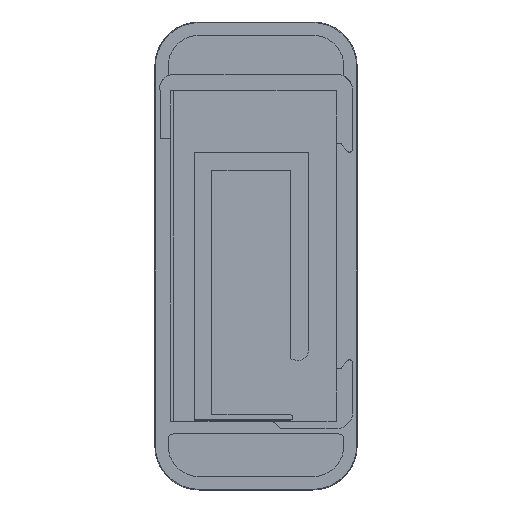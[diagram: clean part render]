
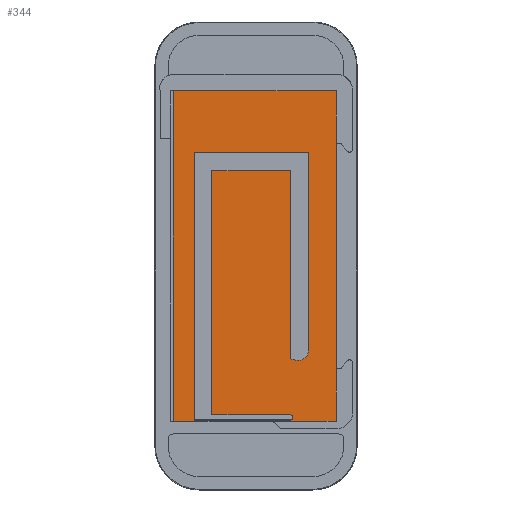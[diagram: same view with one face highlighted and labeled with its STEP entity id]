
A CAD part, top view. The second image highlights one B-rep face of the part: STEP entity #344.
In plain terms, the highlighted planar face has unit normal (0, 0, 1).
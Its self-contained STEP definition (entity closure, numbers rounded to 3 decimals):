
#155=CARTESIAN_POINT('',(-49.848,-8.08,-1.957));
#156=VERTEX_POINT('',#155);
#157=CARTESIAN_POINT('',(-49.848,6.7,-1.957));
#158=VERTEX_POINT('',#157);
#159=CARTESIAN_POINT('',(-49.848,-8.08,-1.957));
#160=DIRECTION('',(0.,1.,0.));
#161=VECTOR('',#160,14.78);
#162=LINE('',#159,#161);
#163=EDGE_CURVE('',#156,#158,#162,.T.);
#188=CARTESIAN_POINT('',(-48.448,-7.419,-1.957));
#189=VERTEX_POINT('',#188);
#196=CARTESIAN_POINT('',(-48.448,8.1,-1.957));
#197=VERTEX_POINT('',#196);
#198=CARTESIAN_POINT('',(-48.448,-7.419,-1.957));
#199=DIRECTION('',(0.,1.,0.));
#200=VECTOR('',#199,15.519);
#201=LINE('',#198,#200);
#202=EDGE_CURVE('',#189,#197,#201,.T.);
#214=CARTESIAN_POINT('',(-56.075,-12.5,-1.957));
#215=DIRECTION('',(0.,0.,1.));
#216=DIRECTION('',(1.,0.,-0.));
#217=AXIS2_PLACEMENT_3D('',#214,#215,#216);
#218=PLANE('',#217);
#219=CARTESIAN_POINT('',(-59.075,-13.,-1.957));
#220=VERTEX_POINT('',#219);
#221=CARTESIAN_POINT('',(-59.075,13.,-1.957));
#222=VERTEX_POINT('',#221);
#223=CARTESIAN_POINT('',(-59.075,-13.,-1.957));
#224=DIRECTION('',(0.,1.,0.));
#225=VECTOR('',#224,26.);
#226=LINE('',#223,#225);
#227=EDGE_CURVE('',#220,#222,#226,.T.);
#228=ORIENTED_EDGE('',*,*,#227,.F.);
#229=CARTESIAN_POINT('',(-46.275,-13.,-1.957));
#230=VERTEX_POINT('',#229);
#231=CARTESIAN_POINT('',(-59.075,-13.,-1.957));
#232=DIRECTION('',(1.,0.,-0.));
#233=VECTOR('',#232,12.8);
#234=LINE('',#231,#233);
#235=EDGE_CURVE('',#220,#230,#234,.T.);
#236=ORIENTED_EDGE('',*,*,#235,.T.);
#237=CARTESIAN_POINT('',(-46.275,13.,-1.957));
#238=VERTEX_POINT('',#237);
#239=CARTESIAN_POINT('',(-46.275,-13.,-1.957));
#240=DIRECTION('',(0.,1.,0.));
#241=VECTOR('',#240,26.);
#242=LINE('',#239,#241);
#243=EDGE_CURVE('',#230,#238,#242,.T.);
#244=ORIENTED_EDGE('',*,*,#243,.T.);
#245=CARTESIAN_POINT('',(-59.075,13.,-1.957));
#246=DIRECTION('',(1.,0.,-0.));
#247=VECTOR('',#246,12.8);
#248=LINE('',#245,#247);
#249=EDGE_CURVE('',#222,#238,#248,.T.);
#250=ORIENTED_EDGE('',*,*,#249,.F.);
#251=EDGE_LOOP('',(#228,#236,#244,#250));
#252=FACE_BOUND('',#251,.T.);
#253=CARTESIAN_POINT('',(-57.448,-12.9,-1.957));
#254=VERTEX_POINT('',#253);
#255=CARTESIAN_POINT('',(-49.876,-12.9,-1.957));
#256=VERTEX_POINT('',#255);
#257=CARTESIAN_POINT('',(-57.448,-12.9,-1.957));
#258=DIRECTION('',(1.,0.,-0.));
#259=VECTOR('',#258,7.572);
#260=LINE('',#257,#259);
#261=EDGE_CURVE('',#254,#256,#260,.T.);
#262=ORIENTED_EDGE('',*,*,#261,.F.);
#263=CARTESIAN_POINT('',(-57.448,8.1,-1.957));
#264=VERTEX_POINT('',#263);
#265=CARTESIAN_POINT('',(-57.448,-12.9,-1.957));
#266=DIRECTION('',(0.,1.,0.));
#267=VECTOR('',#266,21.);
#268=LINE('',#265,#267);
#269=EDGE_CURVE('',#254,#264,#268,.T.);
#270=ORIENTED_EDGE('',*,*,#269,.T.);
#271=CARTESIAN_POINT('',(-57.448,8.1,-1.957));
#272=DIRECTION('',(1.,0.,-0.));
#273=VECTOR('',#272,9.);
#274=LINE('',#271,#273);
#275=EDGE_CURVE('',#264,#197,#274,.T.);
#276=ORIENTED_EDGE('',*,*,#275,.T.);
#277=ORIENTED_EDGE('',*,*,#202,.F.);
#278=CARTESIAN_POINT('',(-49.468,-8.189,-1.957));
#279=VERTEX_POINT('',#278);
#280=CARTESIAN_POINT('',(-49.248,-7.419,-1.957));
#281=DIRECTION('',(-0.,-0.,-1.));
#282=DIRECTION('',(1.,0.,-0.));
#283=AXIS2_PLACEMENT_3D('',#280,#281,#282);
#284=CIRCLE('',#283,0.8);
#285=EDGE_CURVE('',#189,#279,#284,.T.);
#286=ORIENTED_EDGE('',*,*,#285,.T.);
#287=CARTESIAN_POINT('',(-49.848,-8.08,-1.957));
#288=DIRECTION('',(0.962,-0.275,-0.));
#289=VECTOR('',#288,0.395);
#290=LINE('',#287,#289);
#291=EDGE_CURVE('',#156,#279,#290,.T.);
#292=ORIENTED_EDGE('',*,*,#291,.F.);
#293=ORIENTED_EDGE('',*,*,#163,.T.);
#294=CARTESIAN_POINT('',(-56.048,6.7,-1.957));
#295=VERTEX_POINT('',#294);
#296=CARTESIAN_POINT('',(-49.848,6.7,-1.957));
#297=DIRECTION('',(-1.,0.,0.));
#298=VECTOR('',#297,6.2);
#299=LINE('',#296,#298);
#300=EDGE_CURVE('',#158,#295,#299,.T.);
#301=ORIENTED_EDGE('',*,*,#300,.T.);
#302=CARTESIAN_POINT('',(-56.048,-12.5,-1.957));
#303=VERTEX_POINT('',#302);
#304=CARTESIAN_POINT('',(-56.048,6.7,-1.957));
#305=DIRECTION('',(0.,-1.,0.));
#306=VECTOR('',#305,19.2);
#307=LINE('',#304,#306);
#308=EDGE_CURVE('',#295,#303,#307,.T.);
#309=ORIENTED_EDGE('',*,*,#308,.T.);
#310=CARTESIAN_POINT('',(-49.848,-12.5,-1.957));
#311=VERTEX_POINT('',#310);
#312=CARTESIAN_POINT('',(-56.048,-12.5,-1.957));
#313=DIRECTION('',(1.,0.,-0.));
#314=VECTOR('',#313,6.2);
#315=LINE('',#312,#314);
#316=EDGE_CURVE('',#303,#311,#315,.T.);
#317=ORIENTED_EDGE('',*,*,#316,.T.);
#318=CARTESIAN_POINT('',(-49.821,-12.508,-1.957));
#319=VERTEX_POINT('',#318);
#320=CARTESIAN_POINT('',(-49.848,-12.5,-1.957));
#321=DIRECTION('',(0.962,-0.275,-0.));
#322=VECTOR('',#321,0.028);
#323=LINE('',#320,#322);
#324=EDGE_CURVE('',#311,#319,#323,.T.);
#325=ORIENTED_EDGE('',*,*,#324,.T.);
#326=CARTESIAN_POINT('',(-49.676,-12.7,-1.957));
#327=VERTEX_POINT('',#326);
#328=CARTESIAN_POINT('',(-49.876,-12.7,-1.957));
#329=DIRECTION('',(-0.,-0.,-1.));
#330=DIRECTION('',(1.,0.,-0.));
#331=AXIS2_PLACEMENT_3D('',#328,#329,#330);
#332=CIRCLE('',#331,0.2);
#333=EDGE_CURVE('',#319,#327,#332,.T.);
#334=ORIENTED_EDGE('',*,*,#333,.T.);
#335=CARTESIAN_POINT('',(-49.876,-12.7,-1.957));
#336=DIRECTION('',(-0.,-0.,-1.));
#337=DIRECTION('',(1.,0.,-0.));
#338=AXIS2_PLACEMENT_3D('',#335,#336,#337);
#339=CIRCLE('',#338,0.2);
#340=EDGE_CURVE('',#327,#256,#339,.T.);
#341=ORIENTED_EDGE('',*,*,#340,.T.);
#342=EDGE_LOOP('',(#262,#270,#276,#277,#286,#292,#293,#301,#309,#317,#325,#334,#341));
#343=FACE_BOUND('',#342,.T.);
#344=ADVANCED_FACE('',(#252,#343),#218,.T.);
